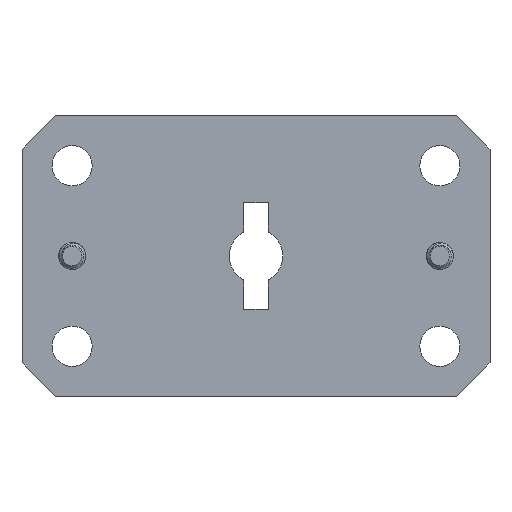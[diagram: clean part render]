
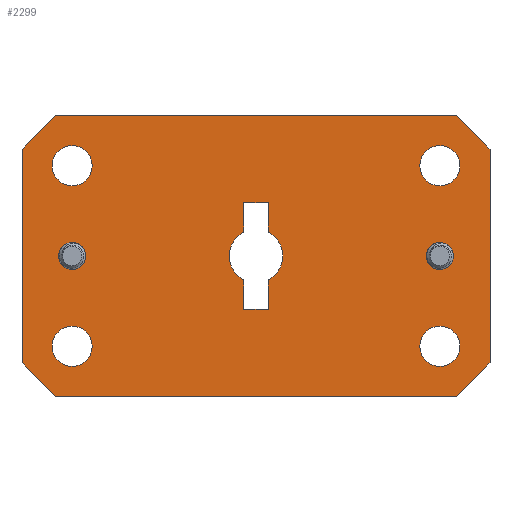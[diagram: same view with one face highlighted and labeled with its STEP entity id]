
A CAD part, front view. The second image highlights one B-rep face of the part: STEP entity #2299.
In plain terms, the highlighted planar face has unit normal (0, -1, 0).
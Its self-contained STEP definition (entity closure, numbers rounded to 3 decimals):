
#30=FACE_BOUND('',#428,.T.);
#31=FACE_BOUND('',#429,.T.);
#32=FACE_BOUND('',#430,.T.);
#33=FACE_BOUND('',#431,.T.);
#34=FACE_BOUND('',#432,.T.);
#35=FACE_BOUND('',#433,.T.);
#36=FACE_BOUND('',#434,.T.);
#107=PLANE('',#2655);
#284=FACE_OUTER_BOUND('',#427,.T.);
#427=EDGE_LOOP('',(#2109,#2110,#2111,#2112,#2113,#2114,#2115,#2116));
#428=EDGE_LOOP('',(#2117));
#429=EDGE_LOOP('',(#2118));
#430=EDGE_LOOP('',(#2119,#2120,#2121,#2122,#2123,#2124,#2125,#2126));
#431=EDGE_LOOP('',(#2127));
#432=EDGE_LOOP('',(#2128));
#433=EDGE_LOOP('',(#2129));
#434=EDGE_LOOP('',(#2130));
#600=CIRCLE('',#2618,2.);
#602=CIRCLE('',#2621,2.);
#603=CIRCLE('',#2623,4.);
#605=CIRCLE('',#2629,4.);
#608=CIRCLE('',#2636,3.);
#610=CIRCLE('',#2639,3.);
#612=CIRCLE('',#2642,3.);
#614=CIRCLE('',#2645,3.);
#723=LINE('',#8152,#877);
#726=LINE('',#8158,#880);
#729=LINE('',#8164,#883);
#733=LINE('',#8176,#887);
#736=LINE('',#8182,#890);
#739=LINE('',#8187,#893);
#747=LINE('',#8220,#901);
#751=LINE('',#8227,#905);
#759=LINE('',#8243,#913);
#761=LINE('',#8247,#915);
#763=LINE('',#8251,#917);
#765=LINE('',#8255,#919);
#767=LINE('',#8259,#921);
#768=LINE('',#8261,#922);
#877=VECTOR('',#3279,10.);
#880=VECTOR('',#3284,10.);
#883=VECTOR('',#3289,10.);
#887=VECTOR('',#3301,10.);
#890=VECTOR('',#3306,10.);
#893=VECTOR('',#3311,10.);
#901=VECTOR('',#3345,10.);
#905=VECTOR('',#3351,10.);
#913=VECTOR('',#3363,10.);
#915=VECTOR('',#3367,10.);
#917=VECTOR('',#3371,10.);
#919=VECTOR('',#3375,10.);
#921=VECTOR('',#3379,10.);
#922=VECTOR('',#3382,10.);
#1083=VERTEX_POINT('',#8132);
#1085=VERTEX_POINT('',#8138);
#1086=VERTEX_POINT('',#8142);
#1087=VERTEX_POINT('',#8143);
#1090=VERTEX_POINT('',#8151);
#1092=VERTEX_POINT('',#8157);
#1094=VERTEX_POINT('',#8163);
#1096=VERTEX_POINT('',#8169);
#1098=VERTEX_POINT('',#8175);
#1100=VERTEX_POINT('',#8181);
#1103=VERTEX_POINT('',#8192);
#1105=VERTEX_POINT('',#8198);
#1107=VERTEX_POINT('',#8204);
#1109=VERTEX_POINT('',#8210);
#1112=VERTEX_POINT('',#8217);
#1113=VERTEX_POINT('',#8219);
#1115=VERTEX_POINT('',#8225);
#1121=VERTEX_POINT('',#8241);
#1122=VERTEX_POINT('',#8245);
#1123=VERTEX_POINT('',#8249);
#1124=VERTEX_POINT('',#8253);
#1125=VERTEX_POINT('',#8257);
#1397=EDGE_CURVE('',#1083,#1083,#600,.T.);
#1400=EDGE_CURVE('',#1085,#1085,#602,.T.);
#1401=EDGE_CURVE('',#1086,#1087,#603,.T.);
#1405=EDGE_CURVE('',#1087,#1090,#723,.T.);
#1408=EDGE_CURVE('',#1090,#1092,#726,.T.);
#1411=EDGE_CURVE('',#1092,#1094,#729,.T.);
#1414=EDGE_CURVE('',#1094,#1096,#605,.T.);
#1417=EDGE_CURVE('',#1096,#1098,#733,.T.);
#1420=EDGE_CURVE('',#1098,#1100,#736,.T.);
#1423=EDGE_CURVE('',#1100,#1086,#739,.T.);
#1427=EDGE_CURVE('',#1103,#1103,#608,.T.);
#1430=EDGE_CURVE('',#1105,#1105,#610,.T.);
#1433=EDGE_CURVE('',#1107,#1107,#612,.T.);
#1436=EDGE_CURVE('',#1109,#1109,#614,.T.);
#1439=EDGE_CURVE('',#1112,#1113,#747,.T.);
#1443=EDGE_CURVE('',#1115,#1112,#751,.T.);
#1451=EDGE_CURVE('',#1121,#1115,#759,.T.);
#1453=EDGE_CURVE('',#1122,#1121,#761,.T.);
#1455=EDGE_CURVE('',#1123,#1122,#763,.T.);
#1457=EDGE_CURVE('',#1124,#1123,#765,.T.);
#1459=EDGE_CURVE('',#1125,#1124,#767,.T.);
#1460=EDGE_CURVE('',#1113,#1125,#768,.T.);
#2109=ORIENTED_EDGE('',*,*,#1439,.F.);
#2110=ORIENTED_EDGE('',*,*,#1443,.F.);
#2111=ORIENTED_EDGE('',*,*,#1451,.F.);
#2112=ORIENTED_EDGE('',*,*,#1453,.F.);
#2113=ORIENTED_EDGE('',*,*,#1455,.F.);
#2114=ORIENTED_EDGE('',*,*,#1457,.F.);
#2115=ORIENTED_EDGE('',*,*,#1459,.F.);
#2116=ORIENTED_EDGE('',*,*,#1460,.F.);
#2117=ORIENTED_EDGE('',*,*,#1397,.T.);
#2118=ORIENTED_EDGE('',*,*,#1400,.T.);
#2119=ORIENTED_EDGE('',*,*,#1401,.T.);
#2120=ORIENTED_EDGE('',*,*,#1405,.T.);
#2121=ORIENTED_EDGE('',*,*,#1408,.T.);
#2122=ORIENTED_EDGE('',*,*,#1411,.T.);
#2123=ORIENTED_EDGE('',*,*,#1414,.T.);
#2124=ORIENTED_EDGE('',*,*,#1417,.T.);
#2125=ORIENTED_EDGE('',*,*,#1420,.T.);
#2126=ORIENTED_EDGE('',*,*,#1423,.T.);
#2127=ORIENTED_EDGE('',*,*,#1427,.T.);
#2128=ORIENTED_EDGE('',*,*,#1430,.T.);
#2129=ORIENTED_EDGE('',*,*,#1433,.T.);
#2130=ORIENTED_EDGE('',*,*,#1436,.T.);
#2299=ADVANCED_FACE('',(#284,#30,#31,#32,#33,#34,#35,#36),#107,.F.);
#2618=AXIS2_PLACEMENT_3D('',#8134,#3260,#3261);
#2621=AXIS2_PLACEMENT_3D('',#8140,#3267,#3268);
#2623=AXIS2_PLACEMENT_3D('',#8144,#3271,#3272);
#2629=AXIS2_PLACEMENT_3D('',#8170,#3294,#3295);
#2636=AXIS2_PLACEMENT_3D('',#8194,#3318,#3319);
#2639=AXIS2_PLACEMENT_3D('',#8200,#3325,#3326);
#2642=AXIS2_PLACEMENT_3D('',#8206,#3332,#3333);
#2645=AXIS2_PLACEMENT_3D('',#8212,#3339,#3340);
#2655=AXIS2_PLACEMENT_3D('',#8262,#3383,#3384);
#3260=DIRECTION('center_axis',(0.,1.,0.));
#3261=DIRECTION('ref_axis',(0.,0.,1.));
#3267=DIRECTION('center_axis',(0.,1.,0.));
#3268=DIRECTION('ref_axis',(0.,0.,1.));
#3271=DIRECTION('center_axis',(0.,1.,0.));
#3272=DIRECTION('ref_axis',(-1.,0.,0.));
#3279=DIRECTION('',(0.,0.,-1.));
#3284=DIRECTION('',(-1.,0.,0.));
#3289=DIRECTION('',(0.,0.,1.));
#3294=DIRECTION('center_axis',(0.,1.,0.));
#3295=DIRECTION('ref_axis',(-1.,0.,0.));
#3301=DIRECTION('',(0.,0.,1.));
#3306=DIRECTION('',(1.,0.,0.));
#3311=DIRECTION('',(0.,0.,-1.));
#3318=DIRECTION('center_axis',(0.,1.,0.));
#3319=DIRECTION('ref_axis',(0.,0.,1.));
#3325=DIRECTION('center_axis',(0.,1.,0.));
#3326=DIRECTION('ref_axis',(0.,0.,1.));
#3332=DIRECTION('center_axis',(0.,1.,0.));
#3333=DIRECTION('ref_axis',(0.,0.,1.));
#3339=DIRECTION('center_axis',(0.,1.,0.));
#3340=DIRECTION('ref_axis',(0.,0.,1.));
#3345=DIRECTION('',(0.707,0.,0.707));
#3351=DIRECTION('',(0.,0.,1.));
#3363=DIRECTION('',(-0.707,0.,0.707));
#3367=DIRECTION('',(-1.,0.,0.));
#3371=DIRECTION('',(-0.707,0.,-0.707));
#3375=DIRECTION('',(0.,0.,-1.));
#3379=DIRECTION('',(0.707,0.,-0.707));
#3382=DIRECTION('',(1.,0.,0.));
#3383=DIRECTION('center_axis',(0.,1.,0.));
#3384=DIRECTION('ref_axis',(1.,0.,0.));
#8132=CARTESIAN_POINT('',(-27.5,0.,-2.));
#8134=CARTESIAN_POINT('Origin',(-27.5,0.,0.));
#8138=CARTESIAN_POINT('',(27.5,0.,-2.));
#8140=CARTESIAN_POINT('Origin',(27.5,0.,0.));
#8142=CARTESIAN_POINT('',(1.8,0.,3.572));
#8143=CARTESIAN_POINT('',(1.8,0.,-3.572));
#8144=CARTESIAN_POINT('Origin',(0.,0.,0.));
#8151=CARTESIAN_POINT('',(1.8,0.,-8.));
#8152=CARTESIAN_POINT('',(1.8,0.,-4.));
#8157=CARTESIAN_POINT('',(-1.8,0.,-8.));
#8158=CARTESIAN_POINT('',(-0.9,0.,-8.));
#8163=CARTESIAN_POINT('',(-1.8,0.,-3.572));
#8164=CARTESIAN_POINT('',(-1.8,0.,-1.786));
#8169=CARTESIAN_POINT('',(-1.8,0.,3.572));
#8170=CARTESIAN_POINT('Origin',(0.,0.,0.));
#8175=CARTESIAN_POINT('',(-1.8,0.,8.));
#8176=CARTESIAN_POINT('',(-1.8,0.,4.));
#8181=CARTESIAN_POINT('',(1.8,0.,8.));
#8182=CARTESIAN_POINT('',(0.9,0.,8.));
#8187=CARTESIAN_POINT('',(1.8,0.,1.786));
#8192=CARTESIAN_POINT('',(27.5,0.,10.5));
#8194=CARTESIAN_POINT('Origin',(27.5,0.,13.5));
#8198=CARTESIAN_POINT('',(-27.5,0.,10.5));
#8200=CARTESIAN_POINT('Origin',(-27.5,0.,13.5));
#8204=CARTESIAN_POINT('',(-27.5,0.,-16.5));
#8206=CARTESIAN_POINT('Origin',(-27.5,0.,-13.5));
#8210=CARTESIAN_POINT('',(27.5,0.,-16.5));
#8212=CARTESIAN_POINT('Origin',(27.5,0.,-13.5));
#8217=CARTESIAN_POINT('',(-35.,0.,16.));
#8219=CARTESIAN_POINT('',(-30.,0.,21.));
#8220=CARTESIAN_POINT('',(-29.,0.,22.));
#8225=CARTESIAN_POINT('',(-35.,0.,-16.));
#8227=CARTESIAN_POINT('',(-35.,0.,-21.));
#8241=CARTESIAN_POINT('',(-30.,0.,-21.));
#8243=CARTESIAN_POINT('',(-29.,0.,-22.));
#8245=CARTESIAN_POINT('',(30.,0.,-21.));
#8247=CARTESIAN_POINT('',(35.,0.,-21.));
#8249=CARTESIAN_POINT('',(35.,0.,-16.));
#8251=CARTESIAN_POINT('',(29.,0.,-22.));
#8253=CARTESIAN_POINT('',(35.,0.,16.));
#8255=CARTESIAN_POINT('',(35.,0.,21.));
#8257=CARTESIAN_POINT('',(30.,0.,21.));
#8259=CARTESIAN_POINT('',(29.,0.,22.));
#8261=CARTESIAN_POINT('',(-35.,0.,21.));
#8262=CARTESIAN_POINT('Origin',(0.,0.,0.));
